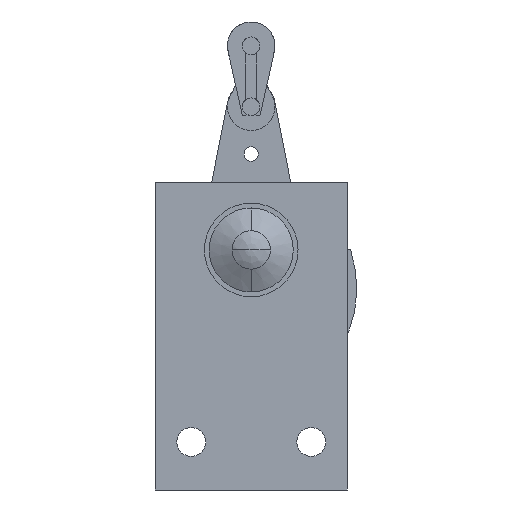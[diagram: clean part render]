
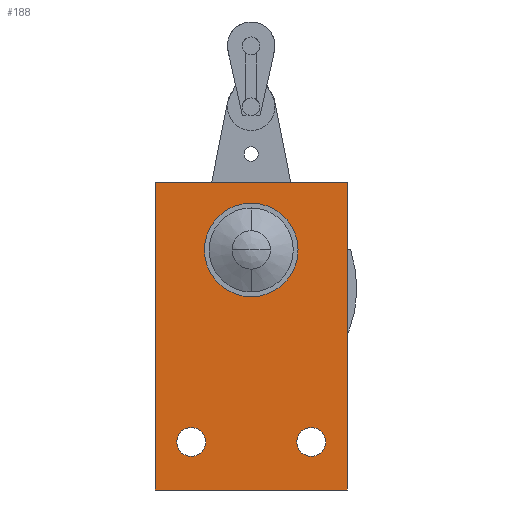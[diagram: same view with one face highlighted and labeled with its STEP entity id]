
A CAD part, left-side view. The second image highlights one B-rep face of the part: STEP entity #188.
In plain terms, the highlighted planar face has unit normal (-1, 0, 0).
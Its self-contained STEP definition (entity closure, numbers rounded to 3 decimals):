
#53 = LINE ( 'NONE', #3695, #1427 ) ;
#136 = CARTESIAN_POINT ( 'NONE',  ( 7.5, 2., 50. ) ) ;
#150 = VERTEX_POINT ( 'NONE', #1829 ) ;
#152 = ORIENTED_EDGE ( 'NONE', *, *, #2634, .T. ) ;
#188 = ADVANCED_FACE ( 'NONE', ( #206, #1629, #1111, #379 ), #1512, .T. ) ;
#206 = FACE_BOUND ( 'NONE', #2732, .T. ) ;
#241 = CARTESIAN_POINT ( 'NONE',  ( 7.5, 22., 59.75 ) ) ;
#292 = LINE ( 'NONE', #2717, #3238 ) ;
#327 = DIRECTION ( 'NONE',  ( 0., 0., -1. ) ) ;
#366 = ORIENTED_EDGE ( 'NONE', *, *, #1522, .T. ) ;
#373 = CARTESIAN_POINT ( 'NONE',  ( 7.5, 2., 0. ) ) ;
#379 = FACE_OUTER_BOUND ( 'NONE', #3391, .T. ) ;
#522 = EDGE_CURVE ( 'NONE', #1853, #2145, #1187, .T. ) ;
#606 = DIRECTION ( 'NONE',  ( 1., 0., 0. ) ) ;
#618 = DIRECTION ( 'NONE',  ( 0., 0., 1. ) ) ;
#720 = CIRCLE ( 'NONE', #2480, 3. ) ;
#732 = ORIENTED_EDGE ( 'NONE', *, *, #1160, .T. ) ;
#763 = VERTEX_POINT ( 'NONE', #373 ) ;
#842 = EDGE_CURVE ( 'NONE', #1119, #763, #292, .T. ) ;
#869 = CARTESIAN_POINT ( 'NONE',  ( 7.5, 34.5, 13. ) ) ;
#888 = CIRCLE ( 'NONE', #1047, 9.75 ) ;
#923 = CARTESIAN_POINT ( 'NONE',  ( 7.5, 22., 50. ) ) ;
#966 = CARTESIAN_POINT ( 'NONE',  ( 7.5, 22., 50. ) ) ;
#1003 = DIRECTION ( 'NONE',  ( 0., 0., 1. ) ) ;
#1032 = CIRCLE ( 'NONE', #2325, 3. ) ;
#1047 = AXIS2_PLACEMENT_3D ( 'NONE', #923, #2300, #618 ) ;
#1111 = FACE_BOUND ( 'NONE', #3471, .T. ) ;
#1119 = VERTEX_POINT ( 'NONE', #3590 ) ;
#1160 = EDGE_CURVE ( 'NONE', #763, #3323, #2221, .T. ) ;
#1187 = CIRCLE ( 'NONE', #1528, 9.75 ) ;
#1239 = VECTOR ( 'NONE', #1003, 1000. ) ;
#1249 = DIRECTION ( 'NONE',  ( 0., 0., 1. ) ) ;
#1398 = ORIENTED_EDGE ( 'NONE', *, *, #3254, .T. ) ;
#1427 = VECTOR ( 'NONE', #2339, 1000. ) ;
#1499 = ORIENTED_EDGE ( 'NONE', *, *, #842, .T. ) ;
#1507 = CARTESIAN_POINT ( 'NONE',  ( 7.5, 34.5, 10. ) ) ;
#1512 = PLANE ( 'NONE',  #1937 ) ;
#1522 = EDGE_CURVE ( 'NONE', #2145, #1853, #888, .T. ) ;
#1523 = DIRECTION ( 'NONE',  ( 1., 0., 0. ) ) ;
#1528 = AXIS2_PLACEMENT_3D ( 'NONE', #2333, #606, #2024 ) ;
#1572 = CARTESIAN_POINT ( 'NONE',  ( 7.5, 9.5, 13. ) ) ;
#1607 = EDGE_LOOP ( 'NONE', ( #152, #1612 ) ) ;
#1612 = ORIENTED_EDGE ( 'NONE', *, *, #2845, .T. ) ;
#1629 = FACE_BOUND ( 'NONE', #1607, .T. ) ;
#1651 = DIRECTION ( 'NONE',  ( 1., 0., 0. ) ) ;
#1706 = CARTESIAN_POINT ( 'NONE',  ( 7.5, 9.5, 10. ) ) ;
#1829 = CARTESIAN_POINT ( 'NONE',  ( 7.5, 42., 64. ) ) ;
#1837 = DIRECTION ( 'NONE',  ( 0., 0., -1. ) ) ;
#1845 = ORIENTED_EDGE ( 'NONE', *, *, #3632, .T. ) ;
#1853 = VERTEX_POINT ( 'NONE', #241 ) ;
#1904 = CIRCLE ( 'NONE', #2275, 3. ) ;
#1937 = AXIS2_PLACEMENT_3D ( 'NONE', #966, #3268, #1249 ) ;
#1944 = CARTESIAN_POINT ( 'NONE',  ( 7.5, 22., 64. ) ) ;
#1953 = DIRECTION ( 'NONE',  ( 0., 0., 1. ) ) ;
#1975 = ORIENTED_EDGE ( 'NONE', *, *, #522, .T. ) ;
#2024 = DIRECTION ( 'NONE',  ( 0., 0., 1. ) ) ;
#2075 = CARTESIAN_POINT ( 'NONE',  ( 7.5, 22., 40.25 ) ) ;
#2106 = DIRECTION ( 'NONE',  ( 0., -1., 0. ) ) ;
#2113 = VECTOR ( 'NONE', #3676, 1000. ) ;
#2145 = VERTEX_POINT ( 'NONE', #2075 ) ;
#2148 = ORIENTED_EDGE ( 'NONE', *, *, #3176, .T. ) ;
#2210 = CARTESIAN_POINT ( 'NONE',  ( 7.5, 34.5, 10. ) ) ;
#2221 = LINE ( 'NONE', #136, #1239 ) ;
#2275 = AXIS2_PLACEMENT_3D ( 'NONE', #1507, #2915, #2957 ) ;
#2300 = DIRECTION ( 'NONE',  ( 1., 0., 0. ) ) ;
#2325 = AXIS2_PLACEMENT_3D ( 'NONE', #1706, #3463, #327 ) ;
#2333 = CARTESIAN_POINT ( 'NONE',  ( 7.5, 22., 50. ) ) ;
#2339 = DIRECTION ( 'NONE',  ( 0., 0., -1. ) ) ;
#2430 = CARTESIAN_POINT ( 'NONE',  ( 7.5, 34.5, 7. ) ) ;
#2480 = AXIS2_PLACEMENT_3D ( 'NONE', #2210, #1651, #1953 ) ;
#2630 = VERTEX_POINT ( 'NONE', #1572 ) ;
#2634 = EDGE_CURVE ( 'NONE', #3348, #3659, #720, .T. ) ;
#2646 = CIRCLE ( 'NONE', #2831, 3. ) ;
#2717 = CARTESIAN_POINT ( 'NONE',  ( 7.5, 22., 0. ) ) ;
#2732 = EDGE_LOOP ( 'NONE', ( #1975, #366 ) ) ;
#2790 = EDGE_CURVE ( 'NONE', #150, #1119, #53, .T. ) ;
#2831 = AXIS2_PLACEMENT_3D ( 'NONE', #3607, #1523, #1837 ) ;
#2845 = EDGE_CURVE ( 'NONE', #3659, #3348, #1904, .T. ) ;
#2865 = CARTESIAN_POINT ( 'NONE',  ( 7.5, 2., 64. ) ) ;
#2915 = DIRECTION ( 'NONE',  ( 1., 0., 0. ) ) ;
#2944 = CARTESIAN_POINT ( 'NONE',  ( 7.5, 9.5, 7. ) ) ;
#2957 = DIRECTION ( 'NONE',  ( 0., 0., 1. ) ) ;
#3176 = EDGE_CURVE ( 'NONE', #2630, #3710, #1032, .T. ) ;
#3238 = VECTOR ( 'NONE', #2106, 1000. ) ;
#3254 = EDGE_CURVE ( 'NONE', #3323, #150, #3704, .T. ) ;
#3268 = DIRECTION ( 'NONE',  ( -1., 0., 0. ) ) ;
#3287 = ORIENTED_EDGE ( 'NONE', *, *, #2790, .T. ) ;
#3323 = VERTEX_POINT ( 'NONE', #2865 ) ;
#3348 = VERTEX_POINT ( 'NONE', #869 ) ;
#3391 = EDGE_LOOP ( 'NONE', ( #1499, #732, #1398, #3287 ) ) ;
#3463 = DIRECTION ( 'NONE',  ( 1., 0., 0. ) ) ;
#3471 = EDGE_LOOP ( 'NONE', ( #1845, #2148 ) ) ;
#3590 = CARTESIAN_POINT ( 'NONE',  ( 7.5, 42., 0. ) ) ;
#3607 = CARTESIAN_POINT ( 'NONE',  ( 7.5, 9.5, 10. ) ) ;
#3632 = EDGE_CURVE ( 'NONE', #3710, #2630, #2646, .T. ) ;
#3659 = VERTEX_POINT ( 'NONE', #2430 ) ;
#3676 = DIRECTION ( 'NONE',  ( 0., 1., 0. ) ) ;
#3695 = CARTESIAN_POINT ( 'NONE',  ( 7.5, 42., 50. ) ) ;
#3704 = LINE ( 'NONE', #1944, #2113 ) ;
#3710 = VERTEX_POINT ( 'NONE', #2944 ) ;
